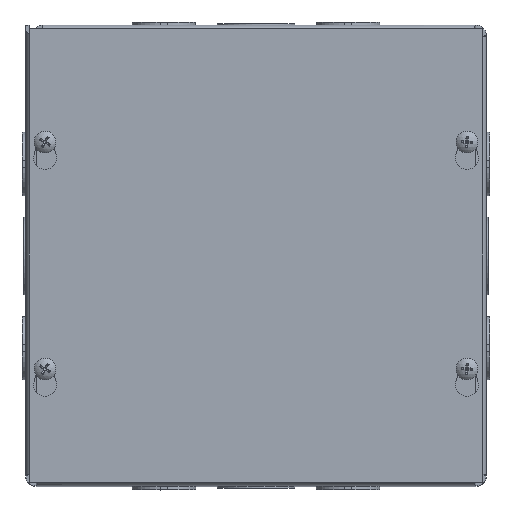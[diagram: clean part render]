
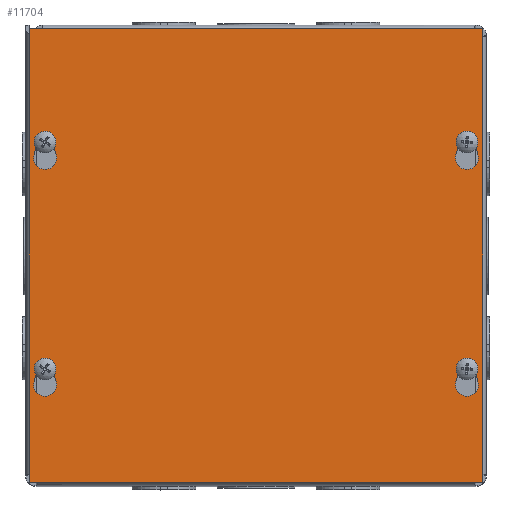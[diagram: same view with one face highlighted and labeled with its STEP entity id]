
A CAD part, top view. The second image highlights one B-rep face of the part: STEP entity #11704.
In plain terms, the highlighted planar face has unit normal (0, 0, 1).
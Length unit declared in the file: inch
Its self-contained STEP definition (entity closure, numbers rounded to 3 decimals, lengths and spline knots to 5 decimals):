
#349=FACE_BOUND('',#4312,.T.);
#350=FACE_BOUND('',#4313,.T.);
#351=FACE_BOUND('',#4314,.T.);
#352=FACE_BOUND('',#4315,.T.);
#712=PLANE('',#12716);
#1751=LINE('',#20182,#2839);
#1755=LINE('',#20192,#2843);
#1758=LINE('',#20200,#2846);
#1762=LINE('',#20212,#2850);
#1767=LINE('',#20230,#2855);
#1771=LINE('',#20240,#2859);
#1774=LINE('',#20248,#2862);
#1778=LINE('',#20260,#2866);
#1780=LINE('',#20268,#2868);
#1784=LINE('',#20276,#2872);
#1787=LINE('',#20282,#2875);
#1790=LINE('',#20287,#2878);
#2839=VECTOR('',#15504,0.3937);
#2843=VECTOR('',#15516,0.3937);
#2846=VECTOR('',#15521,0.3937);
#2850=VECTOR('',#15533,0.3937);
#2855=VECTOR('',#15552,0.3937);
#2859=VECTOR('',#15564,0.3937);
#2862=VECTOR('',#15569,0.3937);
#2866=VECTOR('',#15581,0.3937);
#2868=VECTOR('',#15591,0.3937);
#2872=VECTOR('',#15597,0.3937);
#2875=VECTOR('',#15602,0.3937);
#2878=VECTOR('',#15607,0.3937);
#3617=FACE_OUTER_BOUND('',#4311,.T.);
#4311=EDGE_LOOP('',(#10298,#10299,#10300,#10301));
#4312=EDGE_LOOP('',(#10302,#10303,#10304,#10305));
#4313=EDGE_LOOP('',(#10306,#10307,#10308,#10309));
#4314=EDGE_LOOP('',(#10310,#10311,#10312,#10313));
#4315=EDGE_LOOP('',(#10314,#10315,#10316,#10317));
#4673=CIRCLE('',#12682,0.203);
#4675=CIRCLE('',#12686,0.125);
#4677=CIRCLE('',#12691,0.125);
#4679=CIRCLE('',#12695,0.203);
#4681=CIRCLE('',#12698,0.203);
#4683=CIRCLE('',#12702,0.125);
#4685=CIRCLE('',#12707,0.125);
#4687=CIRCLE('',#12711,0.203);
#5669=VERTEX_POINT('',#20173);
#5670=VERTEX_POINT('',#20175);
#5672=VERTEX_POINT('',#20181);
#5674=VERTEX_POINT('',#20187);
#5677=VERTEX_POINT('',#20197);
#5678=VERTEX_POINT('',#20199);
#5680=VERTEX_POINT('',#20205);
#5682=VERTEX_POINT('',#20211);
#5685=VERTEX_POINT('',#20221);
#5686=VERTEX_POINT('',#20223);
#5688=VERTEX_POINT('',#20229);
#5690=VERTEX_POINT('',#20235);
#5693=VERTEX_POINT('',#20245);
#5694=VERTEX_POINT('',#20247);
#5696=VERTEX_POINT('',#20253);
#5698=VERTEX_POINT('',#20259);
#5699=VERTEX_POINT('',#20266);
#5700=VERTEX_POINT('',#20267);
#5703=VERTEX_POINT('',#20275);
#5705=VERTEX_POINT('',#20281);
#7202=EDGE_CURVE('',#5670,#5669,#4673,.T.);
#7205=EDGE_CURVE('',#5672,#5670,#1751,.T.);
#7208=EDGE_CURVE('',#5674,#5672,#4675,.T.);
#7211=EDGE_CURVE('',#5669,#5674,#1755,.T.);
#7214=EDGE_CURVE('',#5678,#5677,#1758,.T.);
#7217=EDGE_CURVE('',#5680,#5678,#4677,.T.);
#7220=EDGE_CURVE('',#5682,#5680,#1762,.T.);
#7223=EDGE_CURVE('',#5677,#5682,#4679,.T.);
#7226=EDGE_CURVE('',#5686,#5685,#4681,.T.);
#7229=EDGE_CURVE('',#5688,#5686,#1767,.T.);
#7232=EDGE_CURVE('',#5690,#5688,#4683,.T.);
#7235=EDGE_CURVE('',#5685,#5690,#1771,.T.);
#7238=EDGE_CURVE('',#5694,#5693,#1774,.T.);
#7241=EDGE_CURVE('',#5696,#5694,#4685,.T.);
#7244=EDGE_CURVE('',#5698,#5696,#1778,.T.);
#7247=EDGE_CURVE('',#5693,#5698,#4687,.T.);
#7248=EDGE_CURVE('',#5699,#5700,#1780,.T.);
#7252=EDGE_CURVE('',#5700,#5703,#1784,.T.);
#7255=EDGE_CURVE('',#5703,#5705,#1787,.T.);
#7258=EDGE_CURVE('',#5705,#5699,#1790,.T.);
#10298=ORIENTED_EDGE('',*,*,#7248,.F.);
#10299=ORIENTED_EDGE('',*,*,#7258,.F.);
#10300=ORIENTED_EDGE('',*,*,#7255,.F.);
#10301=ORIENTED_EDGE('',*,*,#7252,.F.);
#10302=ORIENTED_EDGE('',*,*,#7202,.T.);
#10303=ORIENTED_EDGE('',*,*,#7211,.T.);
#10304=ORIENTED_EDGE('',*,*,#7208,.T.);
#10305=ORIENTED_EDGE('',*,*,#7205,.T.);
#10306=ORIENTED_EDGE('',*,*,#7214,.T.);
#10307=ORIENTED_EDGE('',*,*,#7223,.T.);
#10308=ORIENTED_EDGE('',*,*,#7220,.T.);
#10309=ORIENTED_EDGE('',*,*,#7217,.T.);
#10310=ORIENTED_EDGE('',*,*,#7226,.T.);
#10311=ORIENTED_EDGE('',*,*,#7235,.T.);
#10312=ORIENTED_EDGE('',*,*,#7232,.T.);
#10313=ORIENTED_EDGE('',*,*,#7229,.T.);
#10314=ORIENTED_EDGE('',*,*,#7238,.T.);
#10315=ORIENTED_EDGE('',*,*,#7247,.T.);
#10316=ORIENTED_EDGE('',*,*,#7244,.T.);
#10317=ORIENTED_EDGE('',*,*,#7241,.T.);
#11704=ADVANCED_FACE('',(#3617,#349,#350,#351,#352),#712,.T.);
#12682=AXIS2_PLACEMENT_3D('',#20176,#15498,#15499);
#12686=AXIS2_PLACEMENT_3D('',#20188,#15510,#15511);
#12691=AXIS2_PLACEMENT_3D('',#20206,#15527,#15528);
#12695=AXIS2_PLACEMENT_3D('',#20216,#15539,#15540);
#12698=AXIS2_PLACEMENT_3D('',#20224,#15546,#15547);
#12702=AXIS2_PLACEMENT_3D('',#20236,#15558,#15559);
#12707=AXIS2_PLACEMENT_3D('',#20254,#15575,#15576);
#12711=AXIS2_PLACEMENT_3D('',#20264,#15587,#15588);
#12716=AXIS2_PLACEMENT_3D('',#20289,#15609,#15610);
#15498=DIRECTION('center_axis',(0.,0.,-1.));
#15499=DIRECTION('ref_axis',(-0.961,0.278,0.));
#15504=DIRECTION('',(0.278,-0.961,0.));
#15510=DIRECTION('center_axis',(0.,0.,-1.));
#15511=DIRECTION('ref_axis',(0.961,0.278,0.));
#15516=DIRECTION('',(0.278,0.961,0.));
#15521=DIRECTION('',(0.278,-0.961,0.));
#15527=DIRECTION('center_axis',(0.,0.,-1.));
#15528=DIRECTION('ref_axis',(0.961,0.278,0.));
#15533=DIRECTION('',(0.278,0.961,0.));
#15539=DIRECTION('center_axis',(0.,0.,-1.));
#15540=DIRECTION('ref_axis',(-0.961,0.278,0.));
#15546=DIRECTION('center_axis',(0.,0.,-1.));
#15547=DIRECTION('ref_axis',(-0.961,0.278,0.));
#15552=DIRECTION('',(0.278,-0.961,0.));
#15558=DIRECTION('center_axis',(0.,0.,-1.));
#15559=DIRECTION('ref_axis',(0.961,0.278,0.));
#15564=DIRECTION('',(0.278,0.961,0.));
#15569=DIRECTION('',(0.278,-0.961,0.));
#15575=DIRECTION('center_axis',(0.,0.,-1.));
#15576=DIRECTION('ref_axis',(0.961,0.278,0.));
#15581=DIRECTION('',(0.278,0.961,0.));
#15587=DIRECTION('center_axis',(0.,0.,-1.));
#15588=DIRECTION('ref_axis',(-0.961,0.278,0.));
#15591=DIRECTION('',(0.,-1.,0.));
#15597=DIRECTION('',(-1.,0.,0.));
#15602=DIRECTION('',(0.,1.,0.));
#15607=DIRECTION('',(1.,0.,0.));
#15609=DIRECTION('center_axis',(0.,0.,1.));
#15610=DIRECTION('ref_axis',(1.,0.,0.));
#20173=CARTESIAN_POINT('',(3.52373,1.77535,0.062));
#20175=CARTESIAN_POINT('',(3.91377,1.77535,0.062));
#20176=CARTESIAN_POINT('Origin',(3.71875,1.719,0.062));
#20181=CARTESIAN_POINT('',(3.83884,2.0347,0.062));
#20182=CARTESIAN_POINT('',(3.99971,1.47792,0.062));
#20187=CARTESIAN_POINT('',(3.59866,2.0347,0.062));
#20188=CARTESIAN_POINT('Origin',(3.71875,2.,0.062));
#20192=CARTESIAN_POINT('',(3.18872,0.61591,0.062));
#20197=CARTESIAN_POINT('',(-3.52373,1.77535,0.062));
#20199=CARTESIAN_POINT('',(-3.59866,2.0347,0.062));
#20200=CARTESIAN_POINT('',(-3.15126,0.48623,0.062));
#20205=CARTESIAN_POINT('',(-3.83884,2.0347,0.062));
#20206=CARTESIAN_POINT('Origin',(-3.71875,2.,0.062));
#20211=CARTESIAN_POINT('',(-3.91377,1.77535,0.062));
#20212=CARTESIAN_POINT('',(-3.96224,1.60759,0.062));
#20216=CARTESIAN_POINT('Origin',(-3.71875,1.719,0.062));
#20221=CARTESIAN_POINT('',(3.52373,-2.22465,0.062));
#20223=CARTESIAN_POINT('',(3.91377,-2.22465,0.062));
#20224=CARTESIAN_POINT('Origin',(3.71875,-2.281,0.062));
#20229=CARTESIAN_POINT('',(3.83884,-1.9653,0.062));
#20230=CARTESIAN_POINT('',(3.46637,-0.67618,0.062));
#20235=CARTESIAN_POINT('',(3.59866,-1.9653,0.062));
#20236=CARTESIAN_POINT('Origin',(3.71875,-2.,0.062));
#20240=CARTESIAN_POINT('',(3.72207,-1.5382,0.062));
#20245=CARTESIAN_POINT('',(-3.52373,-2.22465,0.062));
#20247=CARTESIAN_POINT('',(-3.59866,-1.9653,0.062));
#20248=CARTESIAN_POINT('',(-3.6846,-1.66787,0.062));
#20253=CARTESIAN_POINT('',(-3.83884,-1.9653,0.062));
#20254=CARTESIAN_POINT('Origin',(-3.71875,-2.,0.062));
#20259=CARTESIAN_POINT('',(-3.91377,-2.22465,0.062));
#20260=CARTESIAN_POINT('',(-3.4289,-0.54651,0.062));
#20264=CARTESIAN_POINT('Origin',(-3.71875,-2.281,0.062));
#20266=CARTESIAN_POINT('',(4.,4.,0.062));
#20267=CARTESIAN_POINT('',(4.,-4.,0.062));
#20268=CARTESIAN_POINT('',(4.,4.,0.062));
#20275=CARTESIAN_POINT('',(-4.,-4.,0.062));
#20276=CARTESIAN_POINT('',(4.,-4.,0.062));
#20281=CARTESIAN_POINT('',(-4.,4.,0.062));
#20282=CARTESIAN_POINT('',(-4.,-4.,0.062));
#20287=CARTESIAN_POINT('',(-4.,4.,0.062));
#20289=CARTESIAN_POINT('Origin',(0.,0.,
0.062));
